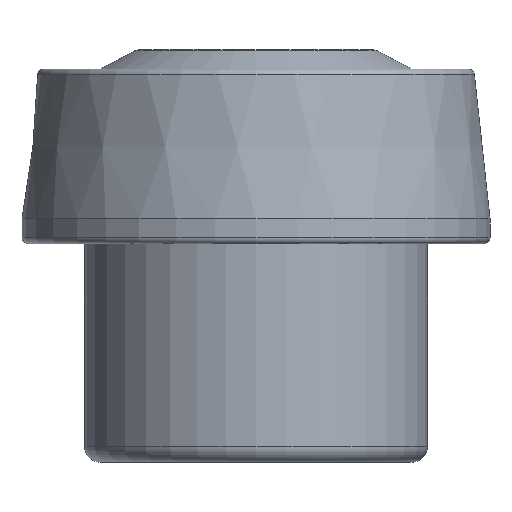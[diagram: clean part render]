
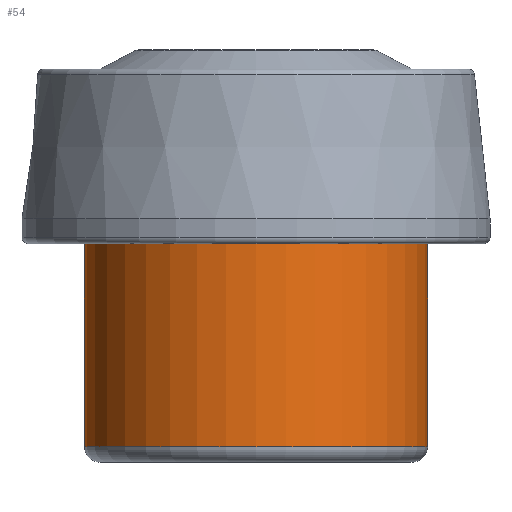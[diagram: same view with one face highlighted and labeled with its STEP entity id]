
A CAD part, front view. The second image highlights one B-rep face of the part: STEP entity #54.
In plain terms, the highlighted cylindrical face has radius 5.5 mm (diameter 11 mm), a full revolution.
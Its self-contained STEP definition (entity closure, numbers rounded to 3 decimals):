
#54 = ADVANCED_FACE( '', ( #117, #118 ), #119, .T. );
#117 = FACE_OUTER_BOUND( '', #188, .T. );
#118 = FACE_OUTER_BOUND( '', #189, .T. );
#119 = CYLINDRICAL_SURFACE( '', #190, 5.5 );
#188 = EDGE_LOOP( '', ( #267 ) );
#189 = EDGE_LOOP( '', ( #268 ) );
#190 = AXIS2_PLACEMENT_3D( '', #269, #270, #271 );
#267 = ORIENTED_EDGE( '', *, *, #338, .T. );
#268 = ORIENTED_EDGE( '', *, *, #332, .F. );
#269 = CARTESIAN_POINT( '', ( 0., 0., 9.811 ) );
#270 = DIRECTION( '', ( 0., 0., -1. ) );
#271 = DIRECTION( '', ( 1., 0., 0. ) );
#332 = EDGE_CURVE( '', #371, #371, #372, .T. );
#338 = EDGE_CURVE( '', #380, #380, #381, .T. );
#371 = VERTEX_POINT( '', #419 );
#372 = CIRCLE( '', #420, 5.5 );
#380 = VERTEX_POINT( '', #428 );
#381 = CIRCLE( '', #429, 5.5 );
#419 = CARTESIAN_POINT( '', ( 5.5, 0., 7. ) );
#420 = AXIS2_PLACEMENT_3D( '', #469, #470, #471 );
#428 = CARTESIAN_POINT( '', ( 5.5, 0., 0.5 ) );
#429 = AXIS2_PLACEMENT_3D( '', #478, #479, #480 );
#469 = CARTESIAN_POINT( '', ( 0., 0., 7. ) );
#470 = DIRECTION( '', ( 0., 0., 1. ) );
#471 = DIRECTION( '', ( 1., 0., 0. ) );
#478 = CARTESIAN_POINT( '', ( 0., 0., 0.5 ) );
#479 = DIRECTION( '', ( 0., 0., 1. ) );
#480 = DIRECTION( '', ( 1., 0., 0. ) );
